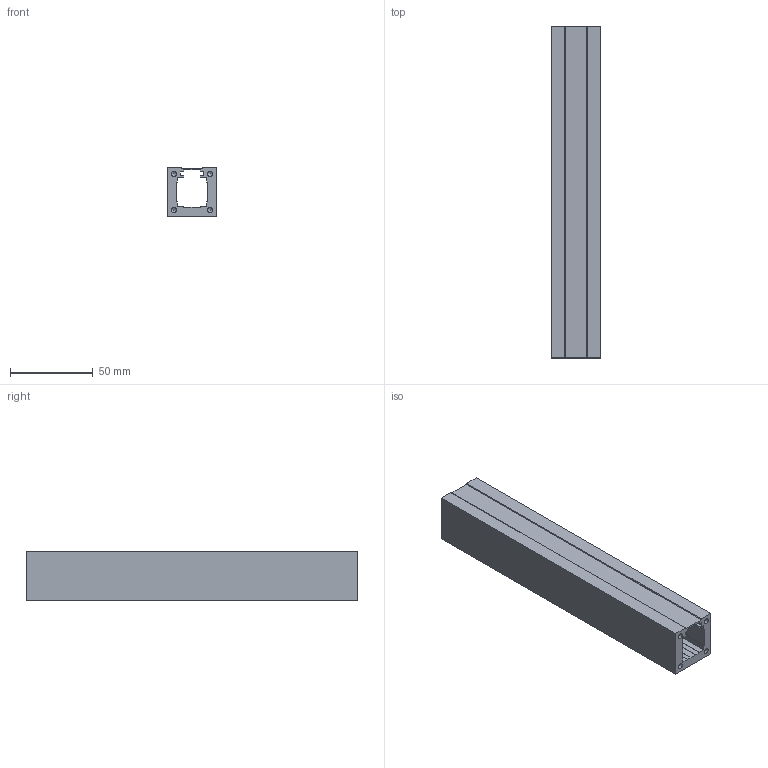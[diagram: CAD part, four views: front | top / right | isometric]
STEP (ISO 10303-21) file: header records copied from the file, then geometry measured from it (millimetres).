
FILE_DESCRIPTION(/* description */ ('Unknown'),/* implementation_level */ '2;1');
FILE_NAME(/* name */ 'Profil-30-Kegelradantrieb-mitte',/* time_stamp */ '2020-04-02T16:37:37+02:00',/* author */ ('Unknown'),/* organization */ ('Unknown'),/* preprocessor_version */ 'ST-DEVELOPER v16.7',/* originating_system */ 'Solid Edge',/* authorisation */ 'Unknown');
FILE_SCHEMA (('AUTOMOTIVE_DESIGN {1 0 10303 214 3 1 1}'));
Length unit declared in the file: millimetre
Products named in the file (1): Profil-30-Kegelradantrieb-mitte-eins-dy
Bounding box: 30 x 200 x 30 mm (x, y, z)
Volume: 98069.1 mm3; surface area: 44236.3 mm2
Topology: 1 solids, 1 shells, 98 faces, 283 edges, 184 vertices
Faces by surface type: plane 59, cylinder 29, cone 10
Full cylindrical faces by diameter (mm): 3.242 x22, 23 x1
Entity records: 3725 total; most frequent: CARTESIAN_POINT 489, DIRECTION 482, ORIENTED_EDGE 446, EDGE_CURVE 223, VERTEX_POINT 167, LINE 162, VECTOR 162, AXIS2_PLACEMENT_3D 160
